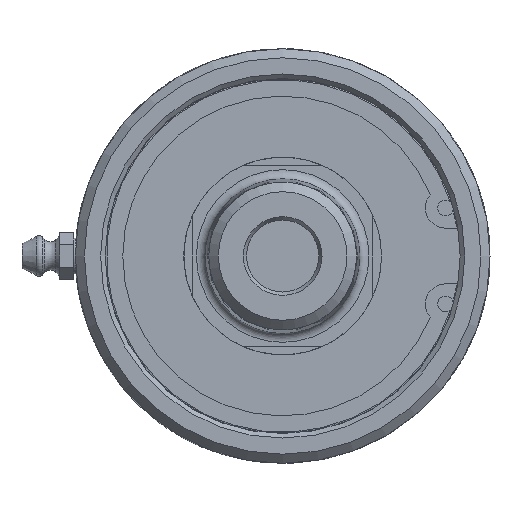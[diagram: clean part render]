
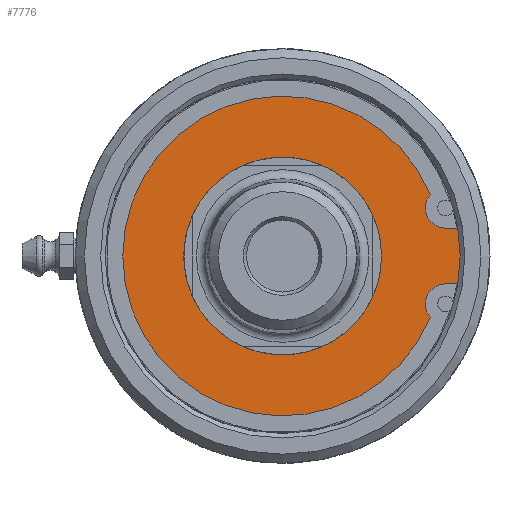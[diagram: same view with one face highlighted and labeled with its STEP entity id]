
A CAD part, left-side view. The second image highlights one B-rep face of the part: STEP entity #7776.
In plain terms, the highlighted planar face has unit normal (-1, 0, 0).
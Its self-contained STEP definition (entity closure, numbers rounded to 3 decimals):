
#131=FACE_BOUND('',#2658,.T.);
#696=LINE('',#55823,#1113);
#701=LINE('',#55835,#1118);
#1113=VECTOR('',#9615,10.);
#1118=VECTOR('',#9624,10.);
#2180=FACE_OUTER_BOUND('',#2657,.T.);
#2657=EDGE_LOOP('',(#6846,#6847,#6848,#6849,#6850,#6851));
#2658=EDGE_LOOP('',(#6852,#6853));
#2949=CIRCLE('',#8285,3.556);
#2951=CIRCLE('',#8288,28.142);
#2953=CIRCLE('',#8291,3.556);
#2960=CIRCLE('',#8303,33.45);
#2961=CIRCLE('',#8306,17.4);
#2962=CIRCLE('',#8307,17.4);
#3683=VERTEX_POINT('',#55820);
#3684=VERTEX_POINT('',#55822);
#3688=VERTEX_POINT('',#55832);
#3689=VERTEX_POINT('',#55834);
#3690=VERTEX_POINT('',#55838);
#3692=VERTEX_POINT('',#55844);
#3695=VERTEX_POINT('',#55866);
#3696=VERTEX_POINT('',#55867);
#4755=EDGE_CURVE('',#3684,#3683,#696,.T.);
#4761=EDGE_CURVE('',#3689,#3688,#701,.T.);
#4763=EDGE_CURVE('',#3688,#3690,#2949,.T.);
#4766=EDGE_CURVE('',#3690,#3692,#2951,.T.);
#4769=EDGE_CURVE('',#3692,#3684,#2953,.T.);
#4776=EDGE_CURVE('',#3683,#3689,#2960,.T.);
#4777=EDGE_CURVE('',#3695,#3696,#2961,.T.);
#4778=EDGE_CURVE('',#3696,#3695,#2962,.T.);
#6846=ORIENTED_EDGE('',*,*,#4761,.T.);
#6847=ORIENTED_EDGE('',*,*,#4763,.T.);
#6848=ORIENTED_EDGE('',*,*,#4766,.T.);
#6849=ORIENTED_EDGE('',*,*,#4769,.T.);
#6850=ORIENTED_EDGE('',*,*,#4755,.T.);
#6851=ORIENTED_EDGE('',*,*,#4776,.T.);
#6852=ORIENTED_EDGE('',*,*,#4777,.T.);
#6853=ORIENTED_EDGE('',*,*,#4778,.T.);
#7405=PLANE('',#8305);
#7776=ADVANCED_FACE('',(#2180,#131),#7405,.F.);
#8285=AXIS2_PLACEMENT_3D('',#55839,#9628,#9629);
#8288=AXIS2_PLACEMENT_3D('',#55845,#9635,#9636);
#8291=AXIS2_PLACEMENT_3D('',#55850,#9642,#9643);
#8303=AXIS2_PLACEMENT_3D('',#55863,#9666,#9667);
#8305=AXIS2_PLACEMENT_3D('',#55865,#9670,#9671);
#8306=AXIS2_PLACEMENT_3D('',#55868,#9672,#9673);
#8307=AXIS2_PLACEMENT_3D('',#55869,#9674,#9675);
#9615=DIRECTION('',(0.,-1.,0.));
#9624=DIRECTION('',(0.,1.,0.));
#9628=DIRECTION('center_axis',(1.,0.,0.));
#9629=DIRECTION('ref_axis',(0.,0.754,0.657));
#9635=DIRECTION('center_axis',(-1.,0.,0.));
#9636=DIRECTION('ref_axis',(0.,0.924,-0.384));
#9642=DIRECTION('center_axis',(1.,0.,0.));
#9643=DIRECTION('ref_axis',(0.,0.,1.));
#9666=DIRECTION('center_axis',(-1.,0.,0.));
#9667=DIRECTION('ref_axis',(0.,1.,0.));
#9670=DIRECTION('center_axis',(1.,0.,0.));
#9671=DIRECTION('ref_axis',(0.,0.,-1.));
#9672=DIRECTION('center_axis',(1.,0.,0.));
#9673=DIRECTION('ref_axis',(0.,1.,0.));
#9674=DIRECTION('center_axis',(1.,0.,0.));
#9675=DIRECTION('ref_axis',(0.,1.,0.));
#55820=CARTESIAN_POINT('',(4.775,-33.089,-4.902));
#55822=CARTESIAN_POINT('',(4.775,-28.672,-4.902));
#55823=CARTESIAN_POINT('',(4.775,-4.407,-4.902));
#55832=CARTESIAN_POINT('',(4.775,-28.672,4.902));
#55834=CARTESIAN_POINT('',(4.775,-33.089,4.902));
#55835=CARTESIAN_POINT('',(4.775,-2.199,4.902));
#55838=CARTESIAN_POINT('',(4.775,-25.99,10.793));
#55839=CARTESIAN_POINT('Origin',(4.775,-28.672,8.458));
#55844=CARTESIAN_POINT('',(4.775,-25.99,-10.793));
#55845=CARTESIAN_POINT('Origin',(4.775,0.,0.));
#55850=CARTESIAN_POINT('Origin',(4.775,-28.672,-8.458));
#55863=CARTESIAN_POINT('Origin',(4.775,0.,0.));
#55865=CARTESIAN_POINT('Origin',(4.775,24.275,0.));
#55866=CARTESIAN_POINT('',(4.775,17.4,0.));
#55867=CARTESIAN_POINT('',(4.775,-17.4,0.));
#55868=CARTESIAN_POINT('Origin',(4.775,0.,0.));
#55869=CARTESIAN_POINT('Origin',(4.775,0.,0.));
